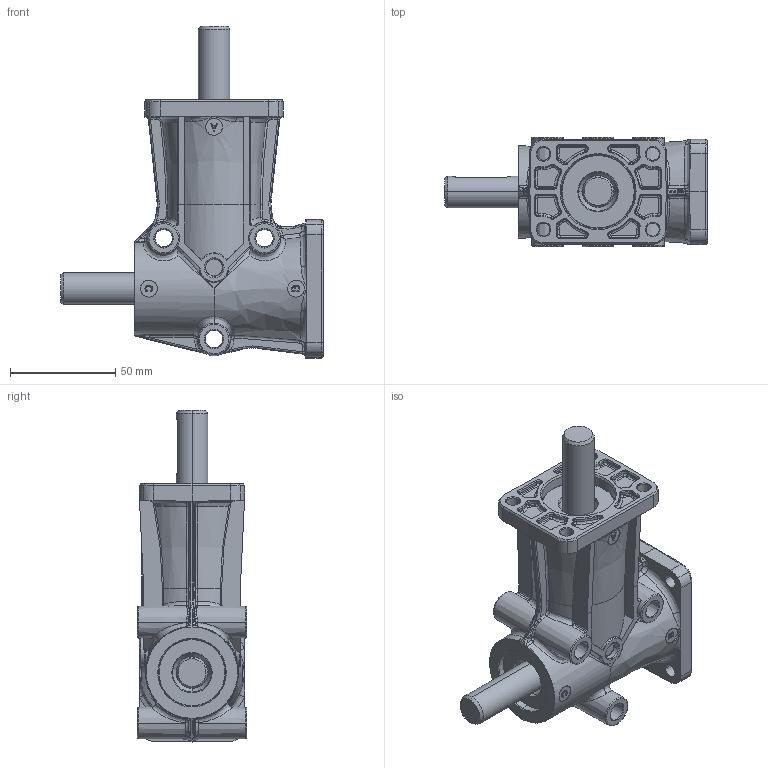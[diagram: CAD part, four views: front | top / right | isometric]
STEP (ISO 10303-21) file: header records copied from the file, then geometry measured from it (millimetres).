
FILE_DESCRIPTION(('STEP AP214'),'1');
FILE_NAME('dz_20fs2fac_-.stp','2017-07-04T12:42:37',('TraceParts'),('TraceParts S.A.'),'Spatial InterOp 3D',' ',' ');
FILE_SCHEMA(('automotive_design'));
Length unit declared in the file: millimetre
Products named in the file (1): dz_20fs2fac_-
Bounding box: 125 x 52 x 158 mm (x, y, z)
Volume: 304262 mm3; surface area: 55031.4 mm2
Topology: 1 solids, 2 shells, 1789 faces, 4505 edges, 2781 vertices
Faces by surface type: bspline 521, plane 497, cylinder 380, cone 325, torus 66
Entity records: 85106 total; most frequent: CARTESIAN_POINT 29751, ORIENTED_EDGE 8966, DIRECTION 7827, EDGE_CURVE 4483, AXIS2_PLACEMENT_3D 2904, VERTEX_POINT 2781, LINE 2019, VECTOR 2019
